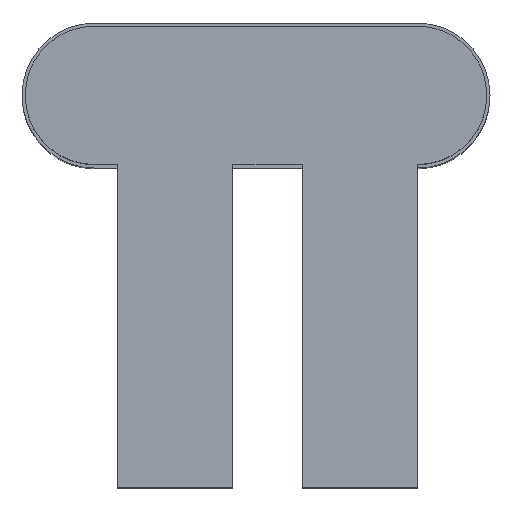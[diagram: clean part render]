
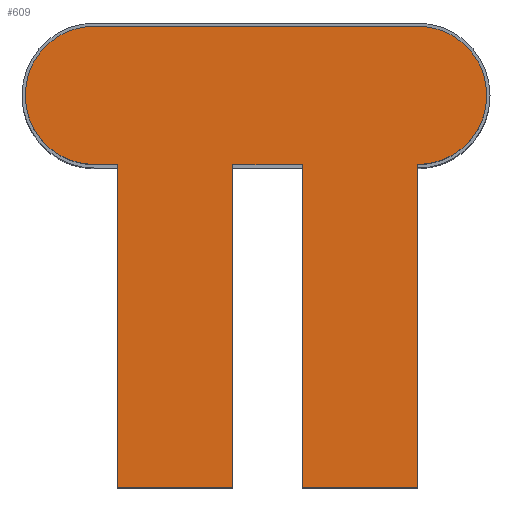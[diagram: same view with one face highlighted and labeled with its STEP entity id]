
A CAD part, top view. The second image highlights one B-rep face of the part: STEP entity #609.
In plain terms, the highlighted planar face has unit normal (0, 0, 1).
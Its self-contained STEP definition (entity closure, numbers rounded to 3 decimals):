
#53=PLANE('',#711);
#85=FACE_OUTER_BOUND('',#119,.T.);
#119=EDGE_LOOP('',(#551,#552,#553,#554,#555,#556,#557,#558,#559,#560,#561));
#154=LINE('',#973,#224);
#156=LINE('',#978,#226);
#158=LINE('',#981,#228);
#162=LINE('',#990,#232);
#164=LINE('',#996,#234);
#169=LINE('',#1004,#239);
#182=LINE('',#1030,#252);
#183=LINE('',#1032,#253);
#190=LINE('',#1051,#260);
#224=VECTOR('',#802,10.);
#226=VECTOR('',#806,10.);
#228=VECTOR('',#810,10.);
#232=VECTOR('',#816,10.);
#234=VECTOR('',#820,10.);
#239=VECTOR('',#829,10.);
#252=VECTOR('',#852,10.);
#253=VECTOR('',#853,10.);
#260=VECTOR('',#874,10.);
#270=CIRCLE('',#706,150.);
#272=CIRCLE('',#709,150.);
#301=VERTEX_POINT('',#969);
#302=VERTEX_POINT('',#971);
#303=VERTEX_POINT('',#975);
#304=VERTEX_POINT('',#977);
#306=VERTEX_POINT('',#984);
#308=VERTEX_POINT('',#988);
#310=VERTEX_POINT('',#993);
#311=VERTEX_POINT('',#995);
#321=VERTEX_POINT('',#1031);
#324=VERTEX_POINT('',#1040);
#326=VERTEX_POINT('',#1046);
#368=EDGE_CURVE('',#301,#302,#154,.T.);
#370=EDGE_CURVE('',#303,#304,#156,.T.);
#372=EDGE_CURVE('',#304,#302,#158,.T.);
#376=EDGE_CURVE('',#306,#308,#162,.T.);
#378=EDGE_CURVE('',#310,#311,#164,.T.);
#383=EDGE_CURVE('',#311,#308,#169,.T.);
#396=EDGE_CURVE('',#303,#306,#182,.T.);
#397=EDGE_CURVE('',#321,#301,#183,.T.);
#403=EDGE_CURVE('',#310,#324,#270,.T.);
#405=EDGE_CURVE('',#326,#321,#272,.T.);
#408=EDGE_CURVE('',#326,#324,#190,.T.);
#551=ORIENTED_EDGE('',*,*,#403,.T.);
#552=ORIENTED_EDGE('',*,*,#408,.F.);
#553=ORIENTED_EDGE('',*,*,#405,.T.);
#554=ORIENTED_EDGE('',*,*,#397,.T.);
#555=ORIENTED_EDGE('',*,*,#368,.T.);
#556=ORIENTED_EDGE('',*,*,#372,.F.);
#557=ORIENTED_EDGE('',*,*,#370,.F.);
#558=ORIENTED_EDGE('',*,*,#396,.T.);
#559=ORIENTED_EDGE('',*,*,#376,.T.);
#560=ORIENTED_EDGE('',*,*,#383,.F.);
#561=ORIENTED_EDGE('',*,*,#378,.F.);
#609=ADVANCED_FACE('',(#85),#53,.T.);
#706=AXIS2_PLACEMENT_3D('',#1042,#862,#863);
#709=AXIS2_PLACEMENT_3D('',#1047,#868,#869);
#711=AXIS2_PLACEMENT_3D('',#1052,#875,#876);
#802=DIRECTION('',(0.,-1.,0.));
#806=DIRECTION('',(0.,-1.,0.));
#810=DIRECTION('',(-1.,0.,0.));
#816=DIRECTION('',(0.,-1.,0.));
#820=DIRECTION('',(0.,-1.,0.));
#829=DIRECTION('',(-1.,0.,0.));
#852=DIRECTION('',(1.,0.,0.));
#853=DIRECTION('',(1.,0.,0.));
#862=DIRECTION('center_axis',(0.,0.,1.));
#863=DIRECTION('ref_axis',(-1.,0.,0.));
#868=DIRECTION('center_axis',(0.,0.,1.));
#869=DIRECTION('ref_axis',(-1.,0.,0.));
#874=DIRECTION('',(1.,0.,0.));
#875=DIRECTION('center_axis',(0.,0.,1.));
#876=DIRECTION('ref_axis',(1.,0.,0.));
#969=CARTESIAN_POINT('',(-300.,0.,750.));
#971=CARTESIAN_POINT('',(-300.,-700.,750.));
#973=CARTESIAN_POINT('',(-300.,0.,750.));
#975=CARTESIAN_POINT('',(-50.,0.,750.));
#977=CARTESIAN_POINT('',(-50.,-700.,750.));
#978=CARTESIAN_POINT('',(-50.,0.,750.));
#981=CARTESIAN_POINT('',(350.,-700.,750.));
#984=CARTESIAN_POINT('',(100.,0.,750.));
#988=CARTESIAN_POINT('',(100.,-700.,750.));
#990=CARTESIAN_POINT('',(100.,0.,750.));
#993=CARTESIAN_POINT('',(350.,0.,750.));
#995=CARTESIAN_POINT('',(350.,-700.,750.));
#996=CARTESIAN_POINT('',(350.,0.,750.));
#1004=CARTESIAN_POINT('',(350.,-700.,750.));
#1030=CARTESIAN_POINT('',(-500.,0.,750.));
#1031=CARTESIAN_POINT('',(-350.,0.,750.));
#1032=CARTESIAN_POINT('',(-500.,0.,750.));
#1040=CARTESIAN_POINT('',(350.,300.,750.));
#1042=CARTESIAN_POINT('Origin',(350.,150.,750.));
#1046=CARTESIAN_POINT('',(-350.,300.,750.));
#1047=CARTESIAN_POINT('Origin',(-350.,150.,750.));
#1051=CARTESIAN_POINT('',(-500.,300.,750.));
#1052=CARTESIAN_POINT('Origin',(-500.,0.,750.));
